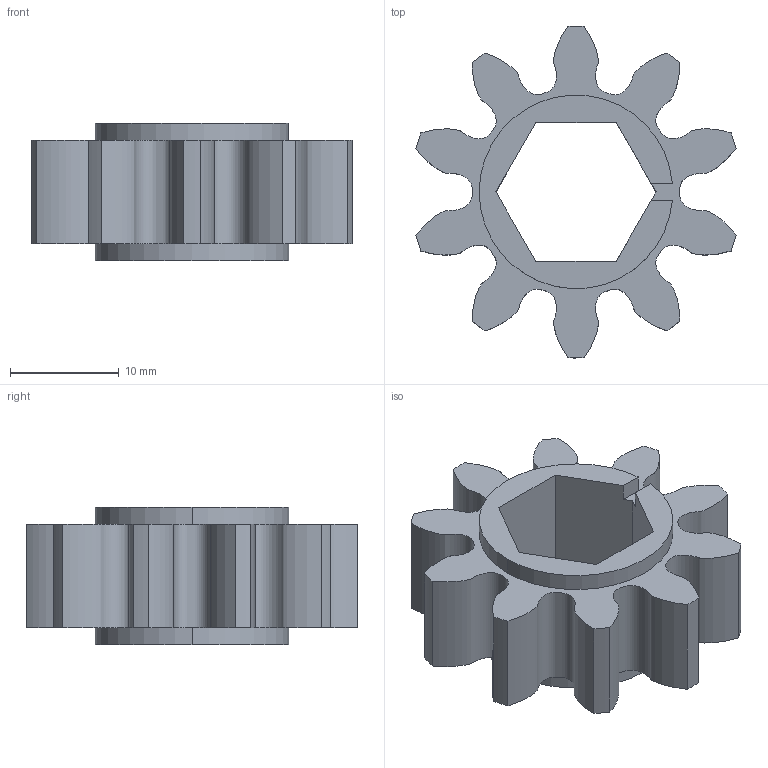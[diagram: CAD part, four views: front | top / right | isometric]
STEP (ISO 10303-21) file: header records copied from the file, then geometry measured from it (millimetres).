
FILE_DESCRIPTION (( 'STEP AP214' ), '1' );
FILE_NAME ('WCP-0552.step', '2023-01-03T00:36:10', ( '' ), ( '' ), 'SwSTEP 2.0', 'SolidWorks 2020', '' );
FILE_SCHEMA (( 'AUTOMOTIVE_DESIGN' ));
Length unit declared in the file: inch
Products named in the file (1): WCP-0552
Bounding box: 29.41 x 30.48 x 12.65 mm (x, y, z)
Volume: 3823.1 mm3; surface area: 2915.3 mm2
Topology: 1 solids, 1 shells, 36 faces, 99 edges, 66 vertices
Faces by surface type: cylinder 14, plane 12, bspline 10
Entity records: 6655 total; most frequent: CARTESIAN_POINT 5732, ORIENTED_EDGE 198, DIRECTION 161, EDGE_CURVE 99, VERTEX_POINT 66, AXIS2_PLACEMENT_3D 55, LINE 51, VECTOR 51
